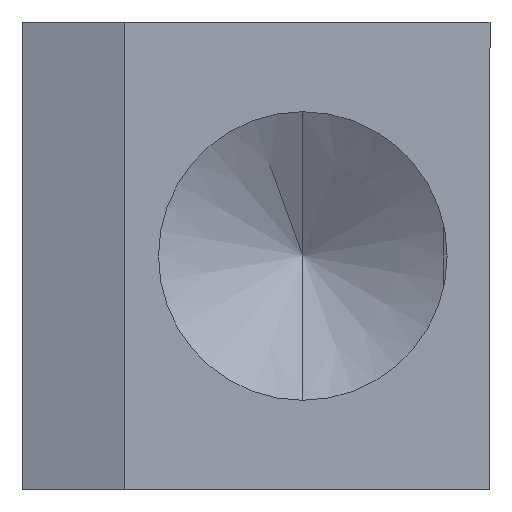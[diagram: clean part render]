
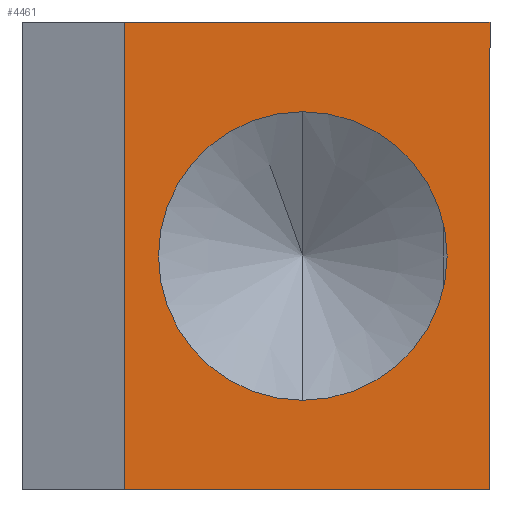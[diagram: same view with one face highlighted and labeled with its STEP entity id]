
A CAD part, left-side view. The second image highlights one B-rep face of the part: STEP entity #4461.
In plain terms, the highlighted planar face has unit normal (-1, 0, 0).
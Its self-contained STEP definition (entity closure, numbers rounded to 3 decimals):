
#28 = AXIS2_PLACEMENT_3D ( 'NONE', #4311, #442, #3643 ) ;
#113 = LINE ( 'NONE', #505, #4225 ) ;
#128 = CARTESIAN_POINT ( 'NONE',  ( 0., 23.4, 15. ) ) ;
#148 = CARTESIAN_POINT ( 'NONE',  ( 0., 12., 9.25 ) ) ;
#231 = VECTOR ( 'NONE', #3755, 1000. ) ;
#283 = CARTESIAN_POINT ( 'NONE',  ( 0., 23.4, 15. ) ) ;
#398 = CARTESIAN_POINT ( 'NONE',  ( 0., 23.4, -15. ) ) ;
#442 = DIRECTION ( 'NONE',  ( -1., 0., 0. ) ) ;
#486 = ORIENTED_EDGE ( 'NONE', *, *, #2884, .F. ) ;
#505 = CARTESIAN_POINT ( 'NONE',  ( 0., 0., 15. ) ) ;
#551 = CARTESIAN_POINT ( 'NONE',  ( 0., 23.4, 15. ) ) ;
#774 = AXIS2_PLACEMENT_3D ( 'NONE', #283, #2065, #2741 ) ;
#807 = VERTEX_POINT ( 'NONE', #148 ) ;
#951 = LINE ( 'NONE', #551, #2490 ) ;
#1196 = DIRECTION ( 'NONE',  ( 0., 0., -1. ) ) ;
#1206 = CARTESIAN_POINT ( 'NONE',  ( 0., 12., 0. ) ) ;
#1419 = EDGE_CURVE ( 'NONE', #4238, #3751, #951, .T. ) ;
#1589 = ORIENTED_EDGE ( 'NONE', *, *, #4210, .F. ) ;
#1965 = ORIENTED_EDGE ( 'NONE', *, *, #1419, .T. ) ;
#2065 = DIRECTION ( 'NONE',  ( -1., 0., 0. ) ) ;
#2137 = FACE_BOUND ( 'NONE', #4291, .T. ) ;
#2401 = ORIENTED_EDGE ( 'NONE', *, *, #3472, .F. ) ;
#2490 = VECTOR ( 'NONE', #2737, 1000. ) ;
#2495 = VERTEX_POINT ( 'NONE', #4060 ) ;
#2626 = DIRECTION ( 'NONE',  ( 0., 0., 1. ) ) ;
#2691 = VERTEX_POINT ( 'NONE', #3899 ) ;
#2737 = DIRECTION ( 'NONE',  ( 0., 0., -1. ) ) ;
#2741 = DIRECTION ( 'NONE',  ( 0., 0., 1. ) ) ;
#2758 = CARTESIAN_POINT ( 'NONE',  ( 0., 12., -9.25 ) ) ;
#2810 = FACE_OUTER_BOUND ( 'NONE', #3501, .T. ) ;
#2884 = EDGE_CURVE ( 'NONE', #2691, #2495, #113, .T. ) ;
#2888 = LINE ( 'NONE', #128, #3347 ) ;
#2893 = EDGE_CURVE ( 'NONE', #2495, #3751, #3426, .T. ) ;
#2953 = DIRECTION ( 'NONE',  ( 0., -1., 0. ) ) ;
#2972 = VERTEX_POINT ( 'NONE', #2758 ) ;
#2978 = AXIS2_PLACEMENT_3D ( 'NONE', #1206, #4382, #2626 ) ;
#3034 = ORIENTED_EDGE ( 'NONE', *, *, #3778, .F. ) ;
#3283 = CIRCLE ( 'NONE', #28, 9.25 ) ;
#3347 = VECTOR ( 'NONE', #2953, 1000. ) ;
#3426 = LINE ( 'NONE', #4161, #231 ) ;
#3472 = EDGE_CURVE ( 'NONE', #4238, #2691, #2888, .T. ) ;
#3501 = EDGE_LOOP ( 'NONE', ( #486, #2401, #1965, #4214 ) ) ;
#3643 = DIRECTION ( 'NONE',  ( 0., 0., 1. ) ) ;
#3751 = VERTEX_POINT ( 'NONE', #398 ) ;
#3755 = DIRECTION ( 'NONE',  ( 0., 1., 0. ) ) ;
#3778 = EDGE_CURVE ( 'NONE', #2972, #807, #3877, .T. ) ;
#3877 = CIRCLE ( 'NONE', #2978, 9.25 ) ;
#3899 = CARTESIAN_POINT ( 'NONE',  ( 0., 0., 15. ) ) ;
#4059 = CARTESIAN_POINT ( 'NONE',  ( 0., 23.4, 15. ) ) ;
#4060 = CARTESIAN_POINT ( 'NONE',  ( 0., 0., -15. ) ) ;
#4161 = CARTESIAN_POINT ( 'NONE',  ( 0., 0., -15. ) ) ;
#4210 = EDGE_CURVE ( 'NONE', #807, #2972, #3283, .T. ) ;
#4214 = ORIENTED_EDGE ( 'NONE', *, *, #2893, .F. ) ;
#4225 = VECTOR ( 'NONE', #1196, 1000. ) ;
#4238 = VERTEX_POINT ( 'NONE', #4059 ) ;
#4291 = EDGE_LOOP ( 'NONE', ( #1589, #3034 ) ) ;
#4311 = CARTESIAN_POINT ( 'NONE',  ( 0., 12., 0. ) ) ;
#4382 = DIRECTION ( 'NONE',  ( -1., 0., 0. ) ) ;
#4461 = ADVANCED_FACE ( 'NONE', ( #2137, #2810 ), #4587, .T. ) ;
#4587 = PLANE ( 'NONE',  #774 ) ;
